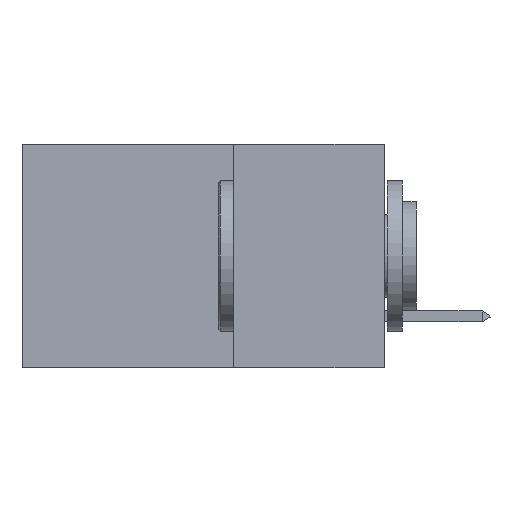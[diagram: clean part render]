
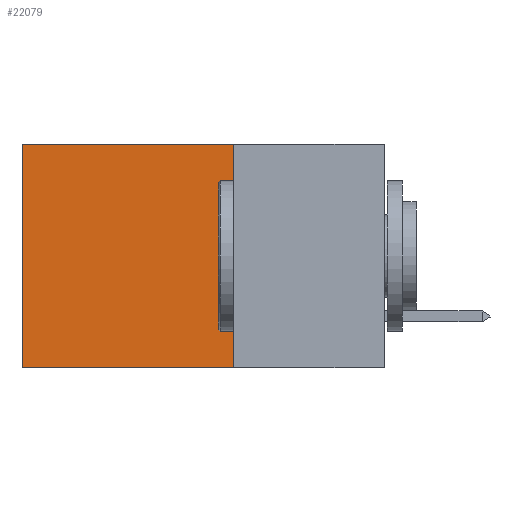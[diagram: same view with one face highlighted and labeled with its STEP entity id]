
A CAD part, left-side view. The second image highlights one B-rep face of the part: STEP entity #22079.
In plain terms, the highlighted planar face has unit normal (-1, 0, 0).
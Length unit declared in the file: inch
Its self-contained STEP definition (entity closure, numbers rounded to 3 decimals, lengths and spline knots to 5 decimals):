
#1294 = VERTEX_POINT ( 'NONE', #4563 ) ;
#2438 = EDGE_CURVE ( 'NONE', #34316, #24983, #29730, .T. ) ;
#2936 = VECTOR ( 'NONE', #10193, 39.37008 ) ;
#3943 = CARTESIAN_POINT ( 'NONE',  ( 0.2875, 0.6, 0. ) ) ;
#4563 = CARTESIAN_POINT ( 'NONE',  ( 0.2875, 0.25, -0.37 ) ) ;
#7832 = DIRECTION ( 'NONE',  ( 1., 0., 0. ) ) ;
#10193 = DIRECTION ( 'NONE',  ( 0., 1., 0. ) ) ;
#11327 = LINE ( 'NONE', #31412, #25024 ) ;
#15312 = FACE_OUTER_BOUND ( 'NONE', #24270, .T. ) ;
#15462 = LINE ( 'NONE', #36663, #17512 ) ;
#15732 = DIRECTION ( 'NONE',  ( 0., 0., -1. ) ) ;
#17512 = VECTOR ( 'NONE', #23067, 39.37008 ) ;
#18862 = ORIENTED_EDGE ( 'NONE', *, *, #32019, .T. ) ;
#21168 = PLANE ( 'NONE',  #40489 ) ;
#22079 = ADVANCED_FACE ( 'NONE', ( #15312 ), #21168, .F. ) ;
#23067 = DIRECTION ( 'NONE',  ( 0., 0., -1. ) ) ;
#23459 = LINE ( 'NONE', #25606, #41204 ) ;
#23926 = ORIENTED_EDGE ( 'NONE', *, *, #2438, .T. ) ;
#24270 = EDGE_LOOP ( 'NONE', ( #18862, #33590, #34539, #23926 ) ) ;
#24983 = VERTEX_POINT ( 'NONE', #3943 ) ;
#25024 = VECTOR ( 'NONE', #28050, 39.37008 ) ;
#25606 = CARTESIAN_POINT ( 'NONE',  ( 0.2875, 0.25, 0. ) ) ;
#26582 = CARTESIAN_POINT ( 'NONE',  ( 0.2875, 0.6, -0.37 ) ) ;
#27565 = EDGE_CURVE ( 'NONE', #34316, #1294, #23459, .T. ) ;
#27655 = DIRECTION ( 'NONE',  ( 0., 0., -1. ) ) ;
#28050 = DIRECTION ( 'NONE',  ( 0., 1., 0. ) ) ;
#29730 = LINE ( 'NONE', #36925, #2936 ) ;
#31412 = CARTESIAN_POINT ( 'NONE',  ( 0.2875, 0.25, -0.37 ) ) ;
#32019 = EDGE_CURVE ( 'NONE', #24983, #41189, #15462, .T. ) ;
#33590 = ORIENTED_EDGE ( 'NONE', *, *, #38685, .F. ) ;
#34316 = VERTEX_POINT ( 'NONE', #38186 ) ;
#34539 = ORIENTED_EDGE ( 'NONE', *, *, #27565, .F. ) ;
#36663 = CARTESIAN_POINT ( 'NONE',  ( 0.2875, 0.6, 0. ) ) ;
#36925 = CARTESIAN_POINT ( 'NONE',  ( 0.2875, 0.25, 0. ) ) ;
#37609 = CARTESIAN_POINT ( 'NONE',  ( 0.2875, 0.25, 0. ) ) ;
#38186 = CARTESIAN_POINT ( 'NONE',  ( 0.2875, 0.25, 0. ) ) ;
#38685 = EDGE_CURVE ( 'NONE', #1294, #41189, #11327, .T. ) ;
#40489 = AXIS2_PLACEMENT_3D ( 'NONE', #37609, #7832, #27655 ) ;
#41189 = VERTEX_POINT ( 'NONE', #26582 ) ;
#41204 = VECTOR ( 'NONE', #15732, 39.37008 ) ;
